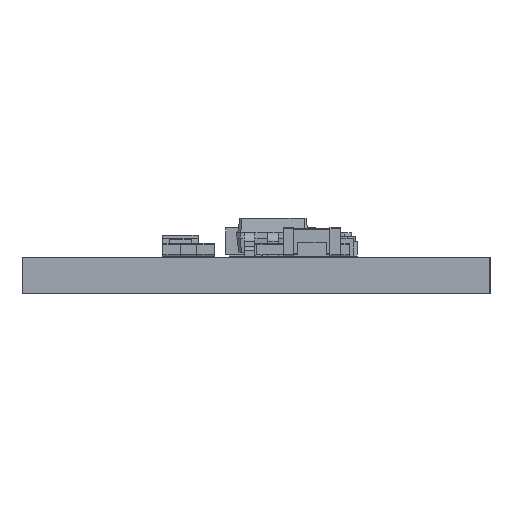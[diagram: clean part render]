
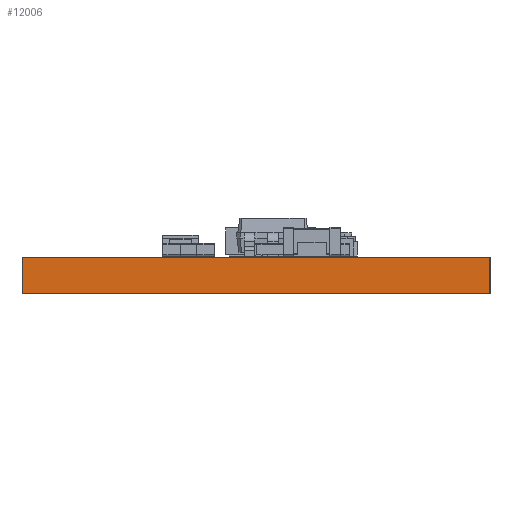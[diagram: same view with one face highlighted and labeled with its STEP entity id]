
A CAD part, left-side view. The second image highlights one B-rep face of the part: STEP entity #12006.
In plain terms, the highlighted planar face has unit normal (-1, 0, 0).
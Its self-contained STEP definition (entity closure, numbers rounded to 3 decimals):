
#10997 = VERTEX_POINT('',#10998);
#10998 = CARTESIAN_POINT('',(-9.,6.5,0.));
#11004 = EDGE_CURVE('',#11005,#10997,#11007,.T.);
#11005 = VERTEX_POINT('',#11006);
#11006 = CARTESIAN_POINT('',(-9.,-6.5,0.));
#11007 = LINE('',#11008,#11009);
#11008 = CARTESIAN_POINT('',(-9.,-6.5,0.));
#11009 = VECTOR('',#11010,1.);
#11010 = DIRECTION('',(0.,1.,0.));
#11497 = VERTEX_POINT('',#11498);
#11498 = CARTESIAN_POINT('',(-9.,6.5,1.));
#11504 = EDGE_CURVE('',#11505,#11497,#11507,.T.);
#11505 = VERTEX_POINT('',#11506);
#11506 = CARTESIAN_POINT('',(-9.,-6.5,1.));
#11507 = LINE('',#11508,#11509);
#11508 = CARTESIAN_POINT('',(-9.,-6.5,1.));
#11509 = VECTOR('',#11510,1.);
#11510 = DIRECTION('',(0.,1.,0.));
#11996 = EDGE_CURVE('',#11005,#11505,#11997,.T.);
#11997 = LINE('',#11998,#11999);
#11998 = CARTESIAN_POINT('',(-9.,-6.5,0.));
#11999 = VECTOR('',#12000,1.);
#12000 = DIRECTION('',(0.,0.,1.));
#12006 = ADVANCED_FACE('',(#12007),#12018,.T.);
#12007 = FACE_BOUND('',#12008,.T.);
#12008 = EDGE_LOOP('',(#12009,#12010,#12011,#12017));
#12009 = ORIENTED_EDGE('',*,*,#11996,.T.);
#12010 = ORIENTED_EDGE('',*,*,#11504,.T.);
#12011 = ORIENTED_EDGE('',*,*,#12012,.F.);
#12012 = EDGE_CURVE('',#10997,#11497,#12013,.T.);
#12013 = LINE('',#12014,#12015);
#12014 = CARTESIAN_POINT('',(-9.,6.5,0.));
#12015 = VECTOR('',#12016,1.);
#12016 = DIRECTION('',(0.,0.,1.));
#12017 = ORIENTED_EDGE('',*,*,#11004,.F.);
#12018 = PLANE('',#12019);
#12019 = AXIS2_PLACEMENT_3D('',#12020,#12021,#12022);
#12020 = CARTESIAN_POINT('',(-9.,-6.5,0.));
#12021 = DIRECTION('',(-1.,0.,0.));
#12022 = DIRECTION('',(0.,1.,0.));
